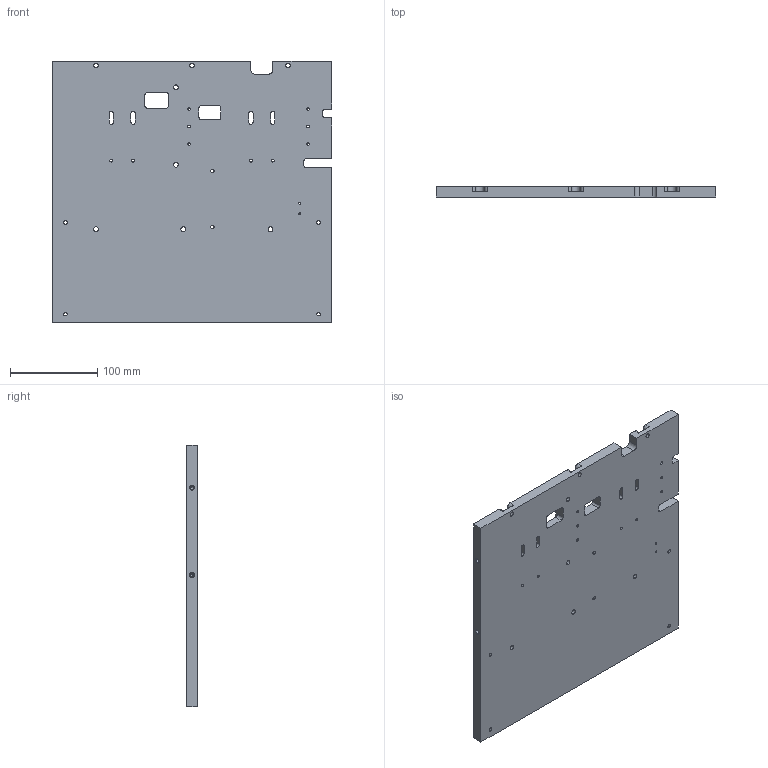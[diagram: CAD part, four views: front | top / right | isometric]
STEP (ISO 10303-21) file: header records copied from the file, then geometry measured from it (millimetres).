
FILE_DESCRIPTION (( 'STEP AP203' ), '1' );
FILE_NAME ('20-019362.step', '2022-04-19T12:32:28', ( '' ), ( '' ), 'SwSTEP 2.0', 'SolidWorks 2021', '' );
FILE_SCHEMA (( 'CONFIG_CONTROL_DESIGN' ));
Length unit declared in the file: millimetre
Products named in the file (1): 20-019362
Bounding box: 320 x 12 x 300 mm (x, y, z)
Volume: 1087990.8 mm3; surface area: 213537.1 mm2
Topology: 1 solids, 1 shells, 215 faces, 583 edges, 376 vertices
Faces by surface type: cylinder 130, plane 65, cone 20
Entity records: 6986 total; most frequent: DIRECTION 1271, CARTESIAN_POINT 1163, ORIENTED_EDGE 1142, EDGE_CURVE 571, AXIS2_PLACEMENT_3D 484, VERTEX_POINT 376, VECTOR 303, LINE 303
